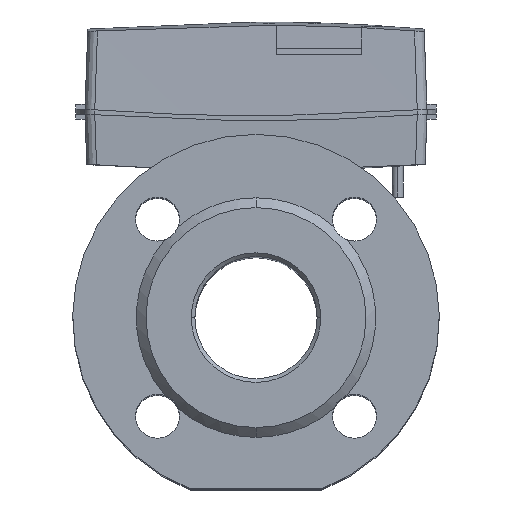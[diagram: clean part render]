
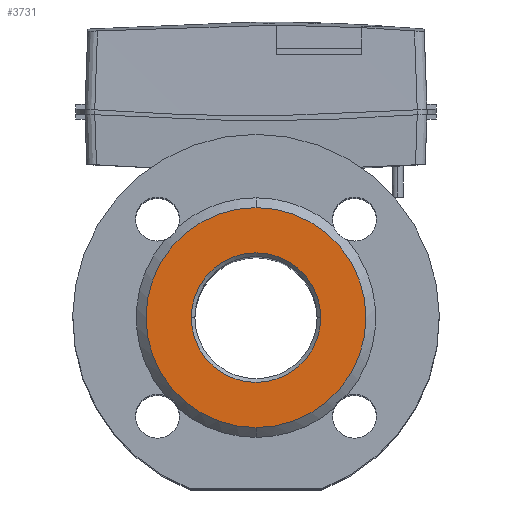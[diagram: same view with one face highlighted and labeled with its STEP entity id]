
A CAD part, top view. The second image highlights one B-rep face of the part: STEP entity #3731.
In plain terms, the highlighted planar face has unit normal (0, 0, 1).
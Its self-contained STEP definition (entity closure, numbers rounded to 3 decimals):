
#86 = CARTESIAN_POINT ( 'NONE',  ( -26.5, 0., 155.5 ) ) ;
#176 = CIRCLE ( 'NONE', #3672, 26.5 ) ;
#202 = AXIS2_PLACEMENT_3D ( 'NONE', #2016, #5988, #3066 ) ;
#275 = FACE_BOUND ( 'NONE', #1035, .T. ) ;
#462 = CARTESIAN_POINT ( 'NONE',  ( 0., 0., 155.5 ) ) ;
#506 = DIRECTION ( 'NONE',  ( 0., 0., -1. ) ) ;
#606 = CARTESIAN_POINT ( 'NONE',  ( 0., 0., 155.5 ) ) ;
#1035 = EDGE_LOOP ( 'NONE', ( #3816, #4317 ) ) ;
#1176 = DIRECTION ( 'NONE',  ( 0., 0., -1. ) ) ;
#1217 = CARTESIAN_POINT ( 'NONE',  ( 0., 45., 155.5 ) ) ;
#1350 = ORIENTED_EDGE ( 'NONE', *, *, #1567, .F. ) ;
#1431 = CARTESIAN_POINT ( 'NONE',  ( 0., 0., 155.5 ) ) ;
#1505 = AXIS2_PLACEMENT_3D ( 'NONE', #606, #1176, #2999 ) ;
#1562 = VERTEX_POINT ( 'NONE', #4760 ) ;
#1567 = EDGE_CURVE ( 'NONE', #2309, #1562, #2265, .T. ) ;
#1723 = CARTESIAN_POINT ( 'NONE',  ( 26.5, 0., 155.5 ) ) ;
#1773 = ORIENTED_EDGE ( 'NONE', *, *, #3558, .F. ) ;
#1811 = EDGE_CURVE ( 'NONE', #5644, #6043, #4238, .T. ) ;
#2016 = CARTESIAN_POINT ( 'NONE',  ( 0., 45., 155.5 ) ) ;
#2265 = CIRCLE ( 'NONE', #6156, 45. ) ;
#2309 = VERTEX_POINT ( 'NONE', #1217 ) ;
#2387 = DIRECTION ( 'NONE',  ( 0., 0., -1. ) ) ;
#2404 = DIRECTION ( 'NONE',  ( 0., 0., -1. ) ) ;
#2835 = DIRECTION ( 'NONE',  ( 0., -1., 0. ) ) ;
#2999 = DIRECTION ( 'NONE',  ( 0., 1., 0. ) ) ;
#3066 = DIRECTION ( 'NONE',  ( 0., -1., 0. ) ) ;
#3558 = EDGE_CURVE ( 'NONE', #1562, #2309, #5302, .T. ) ;
#3672 = AXIS2_PLACEMENT_3D ( 'NONE', #1431, #2404, #2835 ) ;
#3731 = ADVANCED_FACE ( 'NONE', ( #275, #5838 ), #5041, .T. ) ;
#3816 = ORIENTED_EDGE ( 'NONE', *, *, #5052, .T. ) ;
#4238 = CIRCLE ( 'NONE', #5554, 26.5 ) ;
#4284 = DIRECTION ( 'NONE',  ( 0., 1., 0. ) ) ;
#4317 = ORIENTED_EDGE ( 'NONE', *, *, #1811, .T. ) ;
#4760 = CARTESIAN_POINT ( 'NONE',  ( 0., -45., 155.5 ) ) ;
#4805 = CARTESIAN_POINT ( 'NONE',  ( 0., 0., 155.5 ) ) ;
#4835 = EDGE_LOOP ( 'NONE', ( #1350, #1773 ) ) ;
#5041 = PLANE ( 'NONE',  #202 ) ;
#5052 = EDGE_CURVE ( 'NONE', #6043, #5644, #176, .T. ) ;
#5185 = DIRECTION ( 'NONE',  ( 0., -1., 0. ) ) ;
#5302 = CIRCLE ( 'NONE', #1505, 45. ) ;
#5554 = AXIS2_PLACEMENT_3D ( 'NONE', #4805, #506, #5185 ) ;
#5644 = VERTEX_POINT ( 'NONE', #86 ) ;
#5838 = FACE_OUTER_BOUND ( 'NONE', #4835, .T. ) ;
#5988 = DIRECTION ( 'NONE',  ( 0., 0., 1. ) ) ;
#6043 = VERTEX_POINT ( 'NONE', #1723 ) ;
#6156 = AXIS2_PLACEMENT_3D ( 'NONE', #462, #2387, #4284 ) ;
